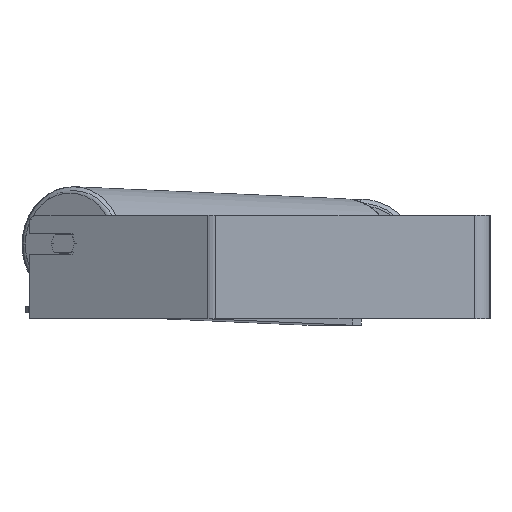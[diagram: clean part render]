
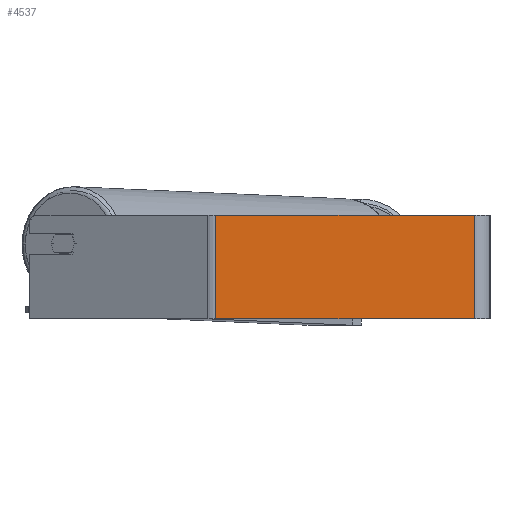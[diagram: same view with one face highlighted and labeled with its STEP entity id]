
A CAD part, left-side view. The second image highlights one B-rep face of the part: STEP entity #4537.
In plain terms, the highlighted planar face has unit normal (-1, 0, 0).
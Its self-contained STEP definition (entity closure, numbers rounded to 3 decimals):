
#90 = DIRECTION ( 'NONE',  ( 1., 0., 0. ) ) ;
#131 = CARTESIAN_POINT ( 'NONE',  ( -700., 212.453, 40. ) ) ;
#188 = ORIENTED_EDGE ( 'NONE', *, *, #1132, .T. ) ;
#330 = EDGE_CURVE ( 'NONE', #5819, #4527, #3004, .T. ) ;
#508 = CARTESIAN_POINT ( 'NONE',  ( -700., 12., 40. ) ) ;
#607 = EDGE_CURVE ( 'NONE', #5819, #8157, #9326, .T. ) ;
#626 = LINE ( 'NONE', #5693, #1648 ) ;
#694 = VERTEX_POINT ( 'NONE', #6123 ) ;
#1132 = EDGE_CURVE ( 'NONE', #8157, #694, #626, .T. ) ;
#1206 = DIRECTION ( 'NONE',  ( 0., 0., -1. ) ) ;
#1464 = DIRECTION ( 'NONE',  ( 0., -1., 0. ) ) ;
#1543 = AXIS2_PLACEMENT_3D ( 'NONE', #7382, #90, #5285 ) ;
#1648 = VECTOR ( 'NONE', #1464, 1000. ) ;
#2437 = PLANE ( 'NONE',  #1543 ) ;
#2893 = CARTESIAN_POINT ( 'NONE',  ( -700., 212.453, -40. ) ) ;
#3004 = LINE ( 'NONE', #3133, #5740 ) ;
#3133 = CARTESIAN_POINT ( 'NONE',  ( -700., 215.668, 40. ) ) ;
#4122 = EDGE_CURVE ( 'NONE', #4527, #694, #8334, .T. ) ;
#4490 = DIRECTION ( 'NONE',  ( 0., -1., 0. ) ) ;
#4496 = FACE_OUTER_BOUND ( 'NONE', #5314, .T. ) ;
#4527 = VERTEX_POINT ( 'NONE', #8152 ) ;
#4537 = ADVANCED_FACE ( 'NONE', ( #4496 ), #2437, .F. ) ;
#5285 = DIRECTION ( 'NONE',  ( 0., 0., -1. ) ) ;
#5314 = EDGE_LOOP ( 'NONE', ( #188, #7921, #7568, #6465 ) ) ;
#5693 = CARTESIAN_POINT ( 'NONE',  ( -700., 215.668, -40. ) ) ;
#5740 = VECTOR ( 'NONE', #4490, 1000. ) ;
#5792 = VECTOR ( 'NONE', #1206, 1000. ) ;
#5819 = VERTEX_POINT ( 'NONE', #131 ) ;
#6123 = CARTESIAN_POINT ( 'NONE',  ( -700., 12., -40. ) ) ;
#6465 = ORIENTED_EDGE ( 'NONE', *, *, #607, .T. ) ;
#7382 = CARTESIAN_POINT ( 'NONE',  ( -700., 215.668, 40. ) ) ;
#7554 = CARTESIAN_POINT ( 'NONE',  ( -700., 212.453, 40. ) ) ;
#7568 = ORIENTED_EDGE ( 'NONE', *, *, #330, .F. ) ;
#7718 = VECTOR ( 'NONE', #8465, 1000. ) ;
#7921 = ORIENTED_EDGE ( 'NONE', *, *, #4122, .F. ) ;
#8152 = CARTESIAN_POINT ( 'NONE',  ( -700., 12., 40. ) ) ;
#8157 = VERTEX_POINT ( 'NONE', #2893 ) ;
#8334 = LINE ( 'NONE', #508, #5792 ) ;
#8465 = DIRECTION ( 'NONE',  ( 0., 0., -1. ) ) ;
#9326 = LINE ( 'NONE', #7554, #7718 ) ;
